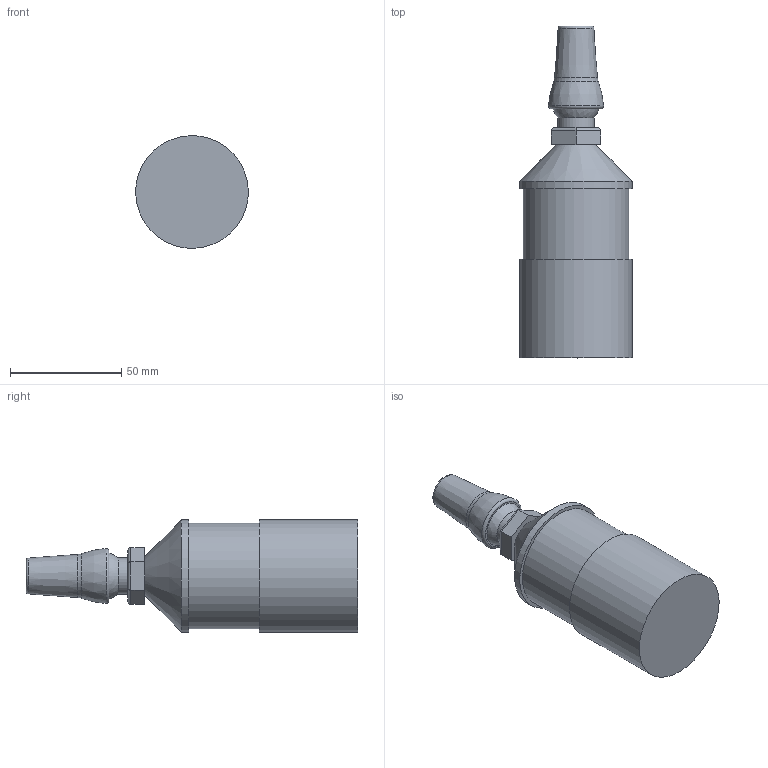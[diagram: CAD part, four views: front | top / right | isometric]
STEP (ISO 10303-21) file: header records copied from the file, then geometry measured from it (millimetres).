
FILE_DESCRIPTION(/* description */ (''),/* implementation_level */ '2;1');
FILE_NAME(/* name */ 'NAS2P040_A.stp',/* time_stamp */ '2018-03-27T13:39:48-04:00',/* author */ ('James'),/* organization */ (''),/* preprocessor_version */ 'ST-DEVELOPER v16.5',/* originating_system */ 'Autodesk Inventor 2017',/* authorisation */ '');
FILE_SCHEMA (('AUTOMOTIVE_DESIGN { 1 0 10303 214 3 1 1 }'));
Length unit declared in the file: inch
Products named in the file (1): NAS2P040_A
Bounding box: 50.77 x 149.45 x 50.77 mm (x, y, z)
Volume: 186270.3 mm3; surface area: 21466.6 mm2
Topology: 1 solids, 1 shells, 30 faces, 60 edges, 38 vertices
Faces by surface type: plane 13, cylinder 10, torus 3, cone 2, bspline 1, sphere 1
Full cylindrical faces by diameter (mm): 16.256 x1, 47.498 x1, 50.8 x2
Entity records: 821 total; most frequent: CARTESIAN_POINT 144, DIRECTION 132, ORIENTED_EDGE 98, AXIS2_PLACEMENT_3D 54, EDGE_CURVE 49, EDGE_LOOP 45, VERTEX_POINT 36, STYLED_ITEM 31
